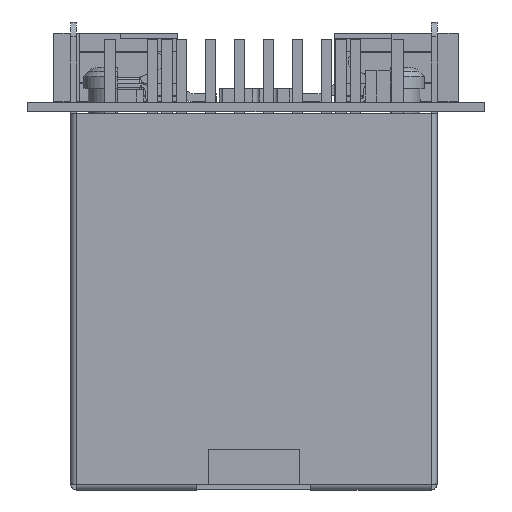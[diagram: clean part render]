
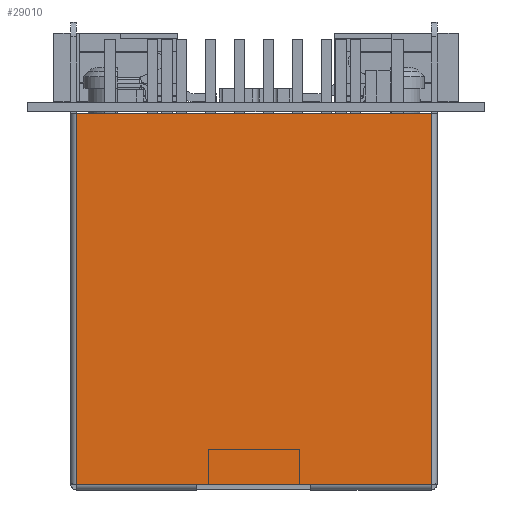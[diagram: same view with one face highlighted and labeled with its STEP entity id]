
A CAD part, front view. The second image highlights one B-rep face of the part: STEP entity #29010.
In plain terms, the highlighted face is planar.
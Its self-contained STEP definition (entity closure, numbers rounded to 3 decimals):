
#23707 = VERTEX_POINT('',#23708);
#23708 = CARTESIAN_POINT('',(2.5,-8.115,6.73));
#23716 = EDGE_CURVE('',#23717,#23707,#23719,.T.);
#23717 = VERTEX_POINT('',#23718);
#23718 = CARTESIAN_POINT('',(-2.5,-8.115,6.73));
#23719 = LINE('',#23720,#23721);
#23720 = CARTESIAN_POINT('',(-2.5,-8.115,6.73));
#23721 = VECTOR('',#23722,1.);
#23722 = DIRECTION('',(1.,0.,0.));
#25922 = VERTEX_POINT('',#25923);
#25923 = CARTESIAN_POINT('',(-7.765,8.125,6.73));
#25930 = EDGE_CURVE('',#25931,#25922,#25933,.T.);
#25931 = VERTEX_POINT('',#25932);
#25932 = CARTESIAN_POINT('',(7.765,8.125,6.73));
#25933 = LINE('',#25934,#25935);
#25934 = CARTESIAN_POINT('',(-7.765,8.125,6.73));
#25935 = VECTOR('',#25936,1.);
#25936 = DIRECTION('',(-1.,0.,0.));
#28695 = EDGE_CURVE('',#28696,#23717,#28698,.T.);
#28696 = VERTEX_POINT('',#28697);
#28697 = CARTESIAN_POINT('',(-7.765,-8.115,6.73));
#28698 = LINE('',#28699,#28700);
#28699 = CARTESIAN_POINT('',(-7.765,-8.115,6.73));
#28700 = VECTOR('',#28701,1.);
#28701 = DIRECTION('',(1.,0.,0.));
#28718 = EDGE_CURVE('',#23707,#28719,#28721,.T.);
#28719 = VERTEX_POINT('',#28720);
#28720 = CARTESIAN_POINT('',(7.765,-8.115,6.73));
#28721 = LINE('',#28722,#28723);
#28722 = CARTESIAN_POINT('',(-7.765,-8.115,6.73));
#28723 = VECTOR('',#28724,1.);
#28724 = DIRECTION('',(1.,0.,0.));
#29010 = ADVANCED_FACE('',(#29011),#29029,.T.);
#29011 = FACE_BOUND('',#29012,.T.);
#29012 = EDGE_LOOP('',(#29013,#29019,#29020,#29021,#29022,#29028));
#29013 = ORIENTED_EDGE('',*,*,#29014,.T.);
#29014 = EDGE_CURVE('',#25922,#28696,#29015,.T.);
#29015 = LINE('',#29016,#29017);
#29016 = CARTESIAN_POINT('',(-7.765,8.125,6.73));
#29017 = VECTOR('',#29018,1.);
#29018 = DIRECTION('',(0.,-1.,0.));
#29019 = ORIENTED_EDGE('',*,*,#28695,.T.);
#29020 = ORIENTED_EDGE('',*,*,#23716,.T.);
#29021 = ORIENTED_EDGE('',*,*,#28718,.T.);
#29022 = ORIENTED_EDGE('',*,*,#29023,.F.);
#29023 = EDGE_CURVE('',#25931,#28719,#29024,.T.);
#29024 = LINE('',#29025,#29026);
#29025 = CARTESIAN_POINT('',(7.765,8.125,6.73));
#29026 = VECTOR('',#29027,1.);
#29027 = DIRECTION('',(0.,-1.,0.));
#29028 = ORIENTED_EDGE('',*,*,#25930,.T.);
#29029 = PLANE('',#29030);
#29030 = AXIS2_PLACEMENT_3D('',#29031,#29032,#29033);
#29031 = CARTESIAN_POINT('',(-7.765,8.125,6.73));
#29032 = DIRECTION('',(0.,0.,1.));
#29033 = DIRECTION('',(1.,0.,0.));
